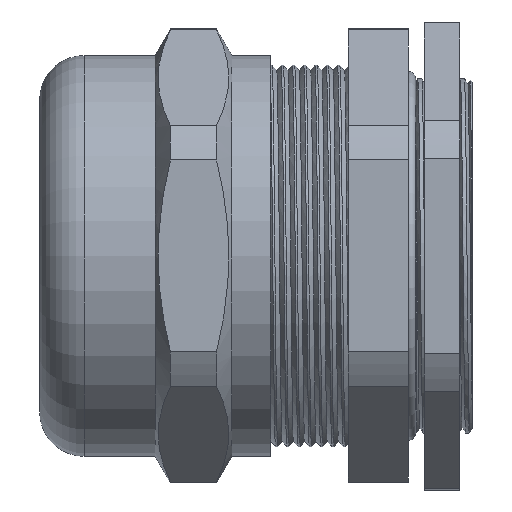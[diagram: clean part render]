
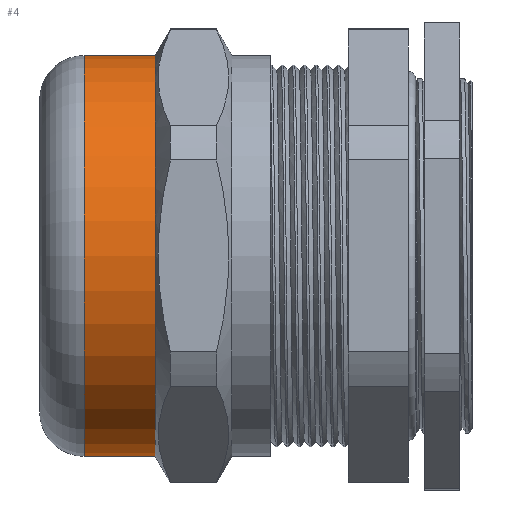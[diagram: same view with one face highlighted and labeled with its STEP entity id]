
A CAD part, left-side view. The second image highlights one B-rep face of the part: STEP entity #4.
In plain terms, the highlighted cylindrical face has radius 28.25 mm (diameter 56.5 mm), a partial arc.
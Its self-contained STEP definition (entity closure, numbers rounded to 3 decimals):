
#4 = ADVANCED_FACE ( 'NONE', ( #12541 ), #12169, .T. ) ;
#211 = EDGE_CURVE ( 'NONE', #8715, #10162, #7519, .T. ) ;
#433 = EDGE_CURVE ( 'NONE', #6655, #6619, #2766, .T. ) ;
#455 = DIRECTION ( 'NONE',  ( 0., -1., 0. ) ) ;
#651 = ORIENTED_EDGE ( 'NONE', *, *, #13056, .T. ) ;
#728 = DIRECTION ( 'NONE',  ( 0., 0., -1. ) ) ;
#807 = CARTESIAN_POINT ( 'NONE',  ( 0., -9., 0. ) ) ;
#1502 = CARTESIAN_POINT ( 'NONE',  ( 0., 45.75, -28.25 ) ) ;
#1711 = EDGE_CURVE ( 'NONE', #10162, #6619, #12998, .T. ) ;
#2627 = ORIENTED_EDGE ( 'NONE', *, *, #1711, .F. ) ;
#2766 = LINE ( 'NONE', #7948, #9232 ) ;
#3332 = DIRECTION ( 'NONE',  ( 0., 0., -1. ) ) ;
#3413 = DIRECTION ( 'NONE',  ( 0., -1., 0. ) ) ;
#3439 = AXIS2_PLACEMENT_3D ( 'NONE', #807, #455, #728 ) ;
#3490 = DIRECTION ( 'NONE',  ( 0., -1., 0. ) ) ;
#3535 = CARTESIAN_POINT ( 'NONE',  ( 0., 35.73, 0. ) ) ;
#5470 = CIRCLE ( 'NONE', #9864, 28.25 ) ;
#6619 = VERTEX_POINT ( 'NONE', #12314 ) ;
#6655 = VERTEX_POINT ( 'NONE', #1502 ) ;
#7519 = LINE ( 'NONE', #9917, #8271 ) ;
#7948 = CARTESIAN_POINT ( 'NONE',  ( 0., -9., -28.25 ) ) ;
#8067 = DIRECTION ( 'NONE',  ( 0., -1., 0. ) ) ;
#8271 = VECTOR ( 'NONE', #10219, 1000. ) ;
#8715 = VERTEX_POINT ( 'NONE', #15359 ) ;
#9232 = VECTOR ( 'NONE', #8067, 1000. ) ;
#9864 = AXIS2_PLACEMENT_3D ( 'NONE', #10635, #3413, #11805 ) ;
#9917 = CARTESIAN_POINT ( 'NONE',  ( 0., -9., 28.25 ) ) ;
#10162 = VERTEX_POINT ( 'NONE', #12876 ) ;
#10219 = DIRECTION ( 'NONE',  ( 0., -1., 0. ) ) ;
#10297 = ORIENTED_EDGE ( 'NONE', *, *, #433, .T. ) ;
#10312 = EDGE_LOOP ( 'NONE', ( #12236, #651, #10297, #2627 ) ) ;
#10635 = CARTESIAN_POINT ( 'NONE',  ( 0., 45.75, 0. ) ) ;
#11805 = DIRECTION ( 'NONE',  ( 0., 0., -1. ) ) ;
#12169 = CYLINDRICAL_SURFACE ( 'NONE', #3439, 28.25 ) ;
#12236 = ORIENTED_EDGE ( 'NONE', *, *, #211, .F. ) ;
#12314 = CARTESIAN_POINT ( 'NONE',  ( 0., 35.73, -28.25 ) ) ;
#12541 = FACE_OUTER_BOUND ( 'NONE', #10312, .T. ) ;
#12876 = CARTESIAN_POINT ( 'NONE',  ( 0., 35.73, 28.25 ) ) ;
#12998 = CIRCLE ( 'NONE', #13430, 28.25 ) ;
#13056 = EDGE_CURVE ( 'NONE', #8715, #6655, #5470, .T. ) ;
#13430 = AXIS2_PLACEMENT_3D ( 'NONE', #3535, #3490, #3332 ) ;
#15359 = CARTESIAN_POINT ( 'NONE',  ( 0., 45.75, 28.25 ) ) ;
